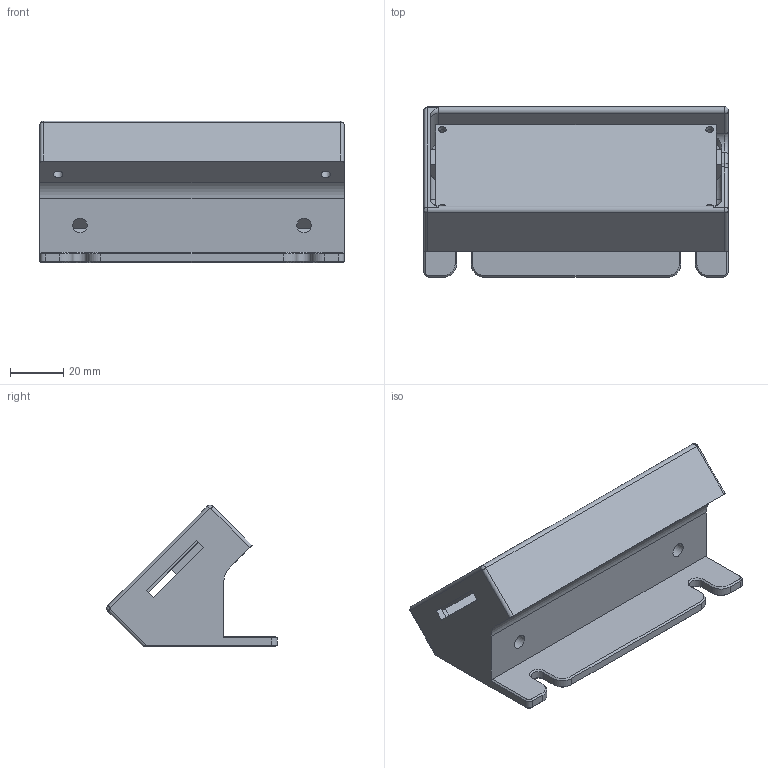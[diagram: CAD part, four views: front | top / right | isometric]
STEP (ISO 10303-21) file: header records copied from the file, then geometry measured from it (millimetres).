
FILE_DESCRIPTION( ( '' ), ' ' );
FILE_NAME( '5e5250143348ec1357aecc09.step', '2020-02-23T10:12:37', ( '' ), ( '' ), ' ', ' ', ' ' );
FILE_SCHEMA( ( 'AUTOMOTIVE_DESIGN { 1 0 10303 214 1 1 1 1 }' ) );
Length unit declared in the file: metre
Products named in the file (6): Box; Standoff 4; Standoff 3; Standoff 2; Standoff 1; PCB
Bounding box: 113.8 x 63.72 x 53.05 mm (x, y, z)
Volume: 65047.7 mm3; surface area: 45604.4 mm2
Topology: 6 solids, 6 shells, 187 faces, 489 edges, 303 vertices
Faces by surface type: plane 93, cylinder 65, cone 16, torus 6, bspline 6, extrusion 1
Full cylindrical faces by diameter (mm): 3 x8, 3.4 x4, 4 x12, 5.4 x2, 8 x2
Entity records: 7629 total; most frequent: CARTESIAN_POINT 1512, DIRECTION 957, ORIENTED_EDGE 898, EDGE_CURVE 449, AXIS2_PLACEMENT_3D 342, VERTEX_POINT 292, VECTOR 273, LINE 272
